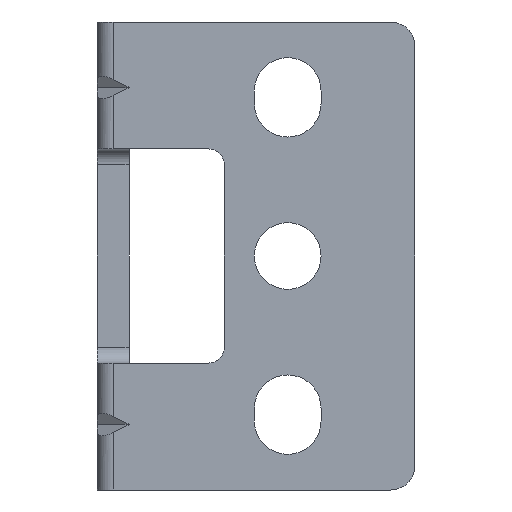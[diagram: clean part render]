
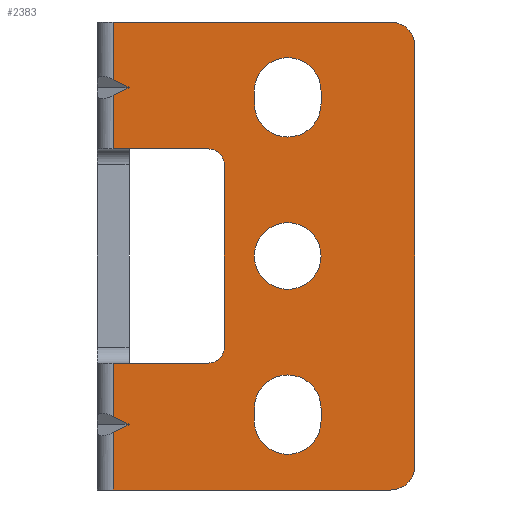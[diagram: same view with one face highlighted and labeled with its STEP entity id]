
A CAD part, front view. The second image highlights one B-rep face of the part: STEP entity #2383.
In plain terms, the highlighted planar face has unit normal (0, -1, 0).
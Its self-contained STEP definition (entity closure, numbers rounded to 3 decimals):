
#31=DIRECTION('',(1.,0.,0.));
#32=VECTOR('',#31,17.5);
#33=CARTESIAN_POINT('',(1.,0.,-14.75));
#34=LINE('',#33,#32);
#669=CARTESIAN_POINT('',(12.,0.,10.4));
#670=DIRECTION('',(0.,1.,0.));
#671=DIRECTION('',(-1.,0.,0.));
#672=AXIS2_PLACEMENT_3D('',#669,#670,#671);
#674=DIRECTION('',(0.,0.,1.));
#675=VECTOR('',#674,0.8);
#676=CARTESIAN_POINT('',(9.9,0.,9.6));
#677=LINE('',#676,#675);
#678=CARTESIAN_POINT('',(12.,0.,9.6));
#679=DIRECTION('',(0.,1.,0.));
#680=DIRECTION('',(1.,0.,0.));
#681=AXIS2_PLACEMENT_3D('',#678,#679,#680);
#683=DIRECTION('',(0.,0.,-1.));
#684=VECTOR('',#683,0.8);
#685=CARTESIAN_POINT('',(14.1,0.,10.4));
#686=LINE('',#685,#684);
#687=DIRECTION('',(0.,0.,1.));
#688=VECTOR('',#687,0.8);
#689=CARTESIAN_POINT('',(9.9,0.,-10.4));
#690=LINE('',#689,#688);
#691=CARTESIAN_POINT('',(12.,0.,-10.4));
#692=DIRECTION('',(0.,1.,0.));
#693=DIRECTION('',(1.,0.,0.));
#694=AXIS2_PLACEMENT_3D('',#691,#692,#693);
#696=DIRECTION('',(0.,0.,-1.));
#697=VECTOR('',#696,0.8);
#698=CARTESIAN_POINT('',(14.1,0.,-9.6));
#699=LINE('',#698,#697);
#700=CARTESIAN_POINT('',(12.,0.,-9.6));
#701=DIRECTION('',(0.,1.,0.));
#702=DIRECTION('',(-1.,0.,0.));
#703=AXIS2_PLACEMENT_3D('',#700,#701,#702);
#705=CARTESIAN_POINT('',(12.,0.,0.));
#706=DIRECTION('',(0.,1.,0.));
#707=DIRECTION('',(0.,0.,-1.));
#708=AXIS2_PLACEMENT_3D('',#705,#706,#707);
#710=CARTESIAN_POINT('',(12.,0.,0.));
#711=DIRECTION('',(0.,1.,0.));
#712=DIRECTION('',(0.,0.,1.));
#713=AXIS2_PLACEMENT_3D('',#710,#711,#712);
#715=DIRECTION('',(-0.894,0.,-0.447));
#716=VECTOR('',#715,1.118);
#717=CARTESIAN_POINT('',(2.,0.,10.62));
#718=LINE('',#717,#716);
#719=DIRECTION('',(0.894,0.,-0.447));
#720=VECTOR('',#719,1.118);
#721=CARTESIAN_POINT('',(1.,0.,11.12));
#722=LINE('',#721,#720);
#723=DIRECTION('',(0.,0.,-1.));
#724=VECTOR('',#723,3.63);
#725=CARTESIAN_POINT('',(1.,0.,14.75));
#726=LINE('',#725,#724);
#727=CARTESIAN_POINT('',(18.5,0.,13.25));
#728=DIRECTION('',(0.,-1.,0.));
#729=DIRECTION('',(1.,0.,0.));
#730=AXIS2_PLACEMENT_3D('',#727,#728,#729);
#732=CARTESIAN_POINT('',(18.5,0.,-13.25));
#733=DIRECTION('',(0.,-1.,0.));
#734=DIRECTION('',(0.,0.,-1.));
#735=AXIS2_PLACEMENT_3D('',#732,#733,#734);
#737=DIRECTION('',(0.,0.,-1.));
#738=VECTOR('',#737,3.63);
#739=CARTESIAN_POINT('',(1.,0.,-11.12));
#740=LINE('',#739,#738);
#741=DIRECTION('',(-0.894,0.,-0.447));
#742=VECTOR('',#741,1.118);
#743=CARTESIAN_POINT('',(2.,0.,-10.62));
#744=LINE('',#743,#742);
#745=DIRECTION('',(0.894,0.,-0.447));
#746=VECTOR('',#745,1.118);
#747=CARTESIAN_POINT('',(1.,0.,-10.12));
#748=LINE('',#747,#746);
#749=DIRECTION('',(0.,0.,-1.));
#750=VECTOR('',#749,3.37);
#751=CARTESIAN_POINT('',(1.,0.,-6.75));
#752=LINE('',#751,#750);
#753=DIRECTION('',(1.,0.,0.));
#754=VECTOR('',#753,6.);
#755=CARTESIAN_POINT('',(1.,0.,-6.75));
#756=LINE('',#755,#754);
#757=DIRECTION('',(0.,0.,-1.));
#758=VECTOR('',#757,11.5);
#759=CARTESIAN_POINT('',(8.,0.,5.75));
#760=LINE('',#759,#758);
#761=DIRECTION('',(1.,0.,0.));
#762=VECTOR('',#761,6.);
#763=CARTESIAN_POINT('',(1.,0.,6.75));
#764=LINE('',#763,#762);
#765=DIRECTION('',(0.,0.,-1.));
#766=VECTOR('',#765,3.37);
#767=CARTESIAN_POINT('',(1.,0.,10.12));
#768=LINE('',#767,#766);
#859=CARTESIAN_POINT('',(7.,0.,5.75));
#860=DIRECTION('',(0.,1.,0.));
#861=DIRECTION('',(0.,0.,1.));
#862=AXIS2_PLACEMENT_3D('',#859,#860,#861);
#877=CARTESIAN_POINT('',(7.,0.,-5.75));
#878=DIRECTION('',(0.,1.,0.));
#879=DIRECTION('',(1.,0.,0.));
#880=AXIS2_PLACEMENT_3D('',#877,#878,#879);
#991=DIRECTION('',(1.,0.,0.));
#992=VECTOR('',#991,17.5);
#993=CARTESIAN_POINT('',(1.,0.,14.75));
#994=LINE('',#993,#992);
#1120=DIRECTION('',(0.,0.,1.));
#1121=VECTOR('',#1120,26.5);
#1122=CARTESIAN_POINT('',(20.,0.,-13.25));
#1123=LINE('',#1122,#1121);
#1278=CARTESIAN_POINT('',(9.9,0.,10.4));
#1279=CARTESIAN_POINT('',(14.1,0.,10.4));
#1280=VERTEX_POINT('',#1278);
#1281=VERTEX_POINT('',#1279);
#1282=CARTESIAN_POINT('',(14.1,0.,9.6));
#1283=VERTEX_POINT('',#1282);
#1284=CARTESIAN_POINT('',(9.9,0.,9.6));
#1285=VERTEX_POINT('',#1284);
#1286=CARTESIAN_POINT('',(9.9,0.,-10.4));
#1287=CARTESIAN_POINT('',(9.9,0.,-9.6));
#1288=VERTEX_POINT('',#1286);
#1289=VERTEX_POINT('',#1287);
#1290=CARTESIAN_POINT('',(14.1,0.,-9.6));
#1291=VERTEX_POINT('',#1290);
#1292=CARTESIAN_POINT('',(14.1,0.,-10.4));
#1293=VERTEX_POINT('',#1292);
#1310=CARTESIAN_POINT('',(18.5,0.,-14.75));
#1311=CARTESIAN_POINT('',(20.,0.,-13.25));
#1312=VERTEX_POINT('',#1310);
#1313=VERTEX_POINT('',#1311);
#1322=CARTESIAN_POINT('',(20.,0.,13.25));
#1323=VERTEX_POINT('',#1322);
#1324=CARTESIAN_POINT('',(18.5,0.,14.75));
#1325=VERTEX_POINT('',#1324);
#1330=CARTESIAN_POINT('',(1.,0.,6.75));
#1332=VERTEX_POINT('',#1330);
#1335=CARTESIAN_POINT('',(1.,0.,14.75));
#1337=VERTEX_POINT('',#1335);
#1338=CARTESIAN_POINT('',(1.,0.,-14.75));
#1340=VERTEX_POINT('',#1338);
#1343=CARTESIAN_POINT('',(1.,0.,-6.75));
#1345=VERTEX_POINT('',#1343);
#1346=CARTESIAN_POINT('',(12.,0.,-2.1));
#1347=CARTESIAN_POINT('',(12.,0.,2.1));
#1348=VERTEX_POINT('',#1346);
#1349=VERTEX_POINT('',#1347);
#1427=CARTESIAN_POINT('',(7.,0.,-6.75));
#1429=VERTEX_POINT('',#1427);
#1431=CARTESIAN_POINT('',(8.,0.,-5.75));
#1433=VERTEX_POINT('',#1431);
#1435=CARTESIAN_POINT('',(8.,0.,5.75));
#1437=VERTEX_POINT('',#1435);
#1439=CARTESIAN_POINT('',(7.,0.,6.75));
#1441=VERTEX_POINT('',#1439);
#1560=CARTESIAN_POINT('',(1.,0.,-10.12));
#1561=CARTESIAN_POINT('',(2.,0.,-10.62));
#1562=VERTEX_POINT('',#1560);
#1563=VERTEX_POINT('',#1561);
#1564=CARTESIAN_POINT('',(1.,0.,-11.12));
#1565=VERTEX_POINT('',#1564);
#1576=CARTESIAN_POINT('',(2.,0.,10.62));
#1577=CARTESIAN_POINT('',(1.,0.,10.12));
#1578=VERTEX_POINT('',#1576);
#1579=VERTEX_POINT('',#1577);
#1580=CARTESIAN_POINT('',(1.,0.,11.12));
#1581=VERTEX_POINT('',#1580);
#2316=CARTESIAN_POINT('',(0.,0.,-14.75));
#2317=DIRECTION('',(0.,-1.,0.));
#2318=DIRECTION('',(1.,0.,0.));
#2319=AXIS2_PLACEMENT_3D('',#2316,#2317,#2318);
#2320=PLANE('',#2319);
#2322=ORIENTED_EDGE('',*,*,#2321,.F.);
#2324=ORIENTED_EDGE('',*,*,#2323,.F.);
#2326=ORIENTED_EDGE('',*,*,#2325,.F.);
#2328=ORIENTED_EDGE('',*,*,#2327,.T.);
#2330=ORIENTED_EDGE('',*,*,#2329,.F.);
#2332=ORIENTED_EDGE('',*,*,#2331,.F.);
#2334=ORIENTED_EDGE('',*,*,#2333,.F.);
#2335=ORIENTED_EDGE('',*,*,#1633,.F.);
#2337=ORIENTED_EDGE('',*,*,#2336,.F.);
#2339=ORIENTED_EDGE('',*,*,#2338,.F.);
#2341=ORIENTED_EDGE('',*,*,#2340,.F.);
#2343=ORIENTED_EDGE('',*,*,#2342,.F.);
#2345=ORIENTED_EDGE('',*,*,#2344,.T.);
#2347=ORIENTED_EDGE('',*,*,#2346,.F.);
#2349=ORIENTED_EDGE('',*,*,#2348,.F.);
#2351=ORIENTED_EDGE('',*,*,#2350,.F.);
#2353=ORIENTED_EDGE('',*,*,#2352,.F.);
#2355=ORIENTED_EDGE('',*,*,#2354,.F.);
#2356=EDGE_LOOP('',(#2322,#2324,#2326,#2328,#2330,#2332,#2334,#2335,#2337,#2339,
#2341,#2343,#2345,#2347,#2349,#2351,#2353,#2355));
#2357=FACE_OUTER_BOUND('',#2356,.F.);
#2359=ORIENTED_EDGE('',*,*,#2358,.F.);
#2361=ORIENTED_EDGE('',*,*,#2360,.F.);
#2363=ORIENTED_EDGE('',*,*,#2362,.F.);
#2365=ORIENTED_EDGE('',*,*,#2364,.F.);
#2366=EDGE_LOOP('',(#2359,#2361,#2363,#2365));
#2367=FACE_BOUND('',#2366,.F.);
#2369=ORIENTED_EDGE('',*,*,#2368,.F.);
#2371=ORIENTED_EDGE('',*,*,#2370,.F.);
#2372=EDGE_LOOP('',(#2369,#2371));
#2373=FACE_BOUND('',#2372,.F.);
#2374=ORIENTED_EDGE('',*,*,#2306,.F.);
#2376=ORIENTED_EDGE('',*,*,#2375,.F.);
#2378=ORIENTED_EDGE('',*,*,#2377,.F.);
#2380=ORIENTED_EDGE('',*,*,#2379,.F.);
#2381=EDGE_LOOP('',(#2374,#2376,#2378,#2380));
#2382=FACE_BOUND('',#2381,.F.);
#673=CIRCLE('',#672,2.1);
#682=CIRCLE('',#681,2.1);
#695=CIRCLE('',#694,2.1);
#704=CIRCLE('',#703,2.1);
#709=CIRCLE('',#708,2.1);
#714=CIRCLE('',#713,2.1);
#731=CIRCLE('',#730,1.5);
#736=CIRCLE('',#735,1.5);
#863=CIRCLE('',#862,1.);
#881=CIRCLE('',#880,1.);
#1633=EDGE_CURVE('',#1340,#1312,#34,.T.);
#2306=EDGE_CURVE('',#1280,#1281,#673,.T.);
#2321=EDGE_CURVE('',#1578,#1579,#718,.T.);
#2323=EDGE_CURVE('',#1581,#1578,#722,.T.);
#2325=EDGE_CURVE('',#1337,#1581,#726,.T.);
#2327=EDGE_CURVE('',#1337,#1325,#994,.T.);
#2329=EDGE_CURVE('',#1323,#1325,#731,.T.);
#2331=EDGE_CURVE('',#1313,#1323,#1123,.T.);
#2333=EDGE_CURVE('',#1312,#1313,#736,.T.);
#2336=EDGE_CURVE('',#1565,#1340,#740,.T.);
#2338=EDGE_CURVE('',#1563,#1565,#744,.T.);
#2340=EDGE_CURVE('',#1562,#1563,#748,.T.);
#2342=EDGE_CURVE('',#1345,#1562,#752,.T.);
#2344=EDGE_CURVE('',#1345,#1429,#756,.T.);
#2346=EDGE_CURVE('',#1433,#1429,#881,.T.);
#2348=EDGE_CURVE('',#1437,#1433,#760,.T.);
#2350=EDGE_CURVE('',#1441,#1437,#863,.T.);
#2352=EDGE_CURVE('',#1332,#1441,#764,.T.);
#2354=EDGE_CURVE('',#1579,#1332,#768,.T.);
#2358=EDGE_CURVE('',#1288,#1289,#690,.T.);
#2360=EDGE_CURVE('',#1293,#1288,#695,.T.);
#2362=EDGE_CURVE('',#1291,#1293,#699,.T.);
#2364=EDGE_CURVE('',#1289,#1291,#704,.T.);
#2368=EDGE_CURVE('',#1348,#1349,#709,.T.);
#2370=EDGE_CURVE('',#1349,#1348,#714,.T.);
#2375=EDGE_CURVE('',#1285,#1280,#677,.T.);
#2377=EDGE_CURVE('',#1283,#1285,#682,.T.);
#2379=EDGE_CURVE('',#1281,#1283,#686,.T.);
#2383=ADVANCED_FACE('',(#2357,#2367,#2373,#2382),#2320,.T.);
